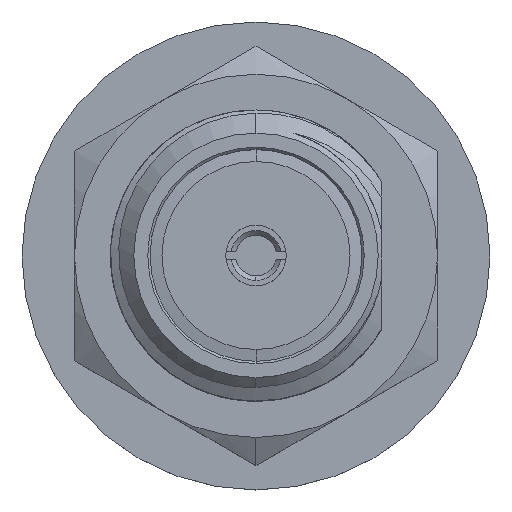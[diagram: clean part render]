
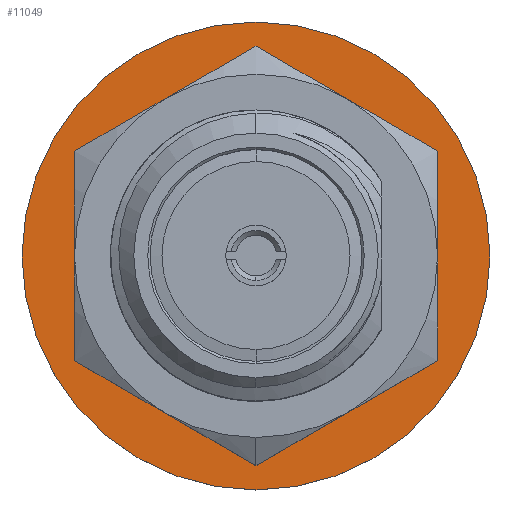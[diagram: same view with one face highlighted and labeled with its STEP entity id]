
A CAD part, top view. The second image highlights one B-rep face of the part: STEP entity #11049.
In plain terms, the highlighted planar face has unit normal (0, 0, 1).
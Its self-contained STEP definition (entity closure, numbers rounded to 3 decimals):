
#431 = DIRECTION ( 'NONE',  ( 1., 0., 0. ) ) ;
#789 = CARTESIAN_POINT ( 'NONE',  ( 0., 3.962, -7.823 ) ) ;
#971 = CARTESIAN_POINT ( 'NONE',  ( 0., 0., -7.823 ) ) ;
#1119 = VERTEX_POINT ( 'NONE', #8916 ) ;
#1544 = EDGE_CURVE ( 'NONE', #20864, #15072, #5793, .T. ) ;
#1740 = CARTESIAN_POINT ( 'NONE',  ( -1.981, -3.432, -7.823 ) ) ;
#2015 = EDGE_CURVE ( 'NONE', #9116, #1119, #13683, .T. ) ;
#2895 = DIRECTION ( 'NONE',  ( 0., 1., 0. ) ) ;
#3072 = AXIS2_PLACEMENT_3D ( 'NONE', #22924, #13539, #21076 ) ;
#3273 = CIRCLE ( 'NONE', #17465, 3.962 ) ;
#3321 = DIRECTION ( 'NONE',  ( 0., 1., 0. ) ) ;
#3418 = AXIS2_PLACEMENT_3D ( 'NONE', #971, #16151, #21340 ) ;
#3759 = DIRECTION ( 'NONE',  ( 0., 0., -1. ) ) ;
#3798 = CIRCLE ( 'NONE', #21940, 3.962 ) ;
#3967 = EDGE_LOOP ( 'NONE', ( #17667, #20625, #22570, #15453, #18356, #24042, #20126 ) ) ;
#3998 = CARTESIAN_POINT ( 'NONE',  ( 0., 0., -7.823 ) ) ;
#5051 = VERTEX_POINT ( 'NONE', #8261 ) ;
#5258 = CIRCLE ( 'NONE', #5647, 3.962 ) ;
#5531 = VERTEX_POINT ( 'NONE', #1740 ) ;
#5647 = AXIS2_PLACEMENT_3D ( 'NONE', #15127, #7723, #13763 ) ;
#5659 = VERTEX_POINT ( 'NONE', #18527 ) ;
#5793 = CIRCLE ( 'NONE', #18019, 3.962 ) ;
#6046 = CARTESIAN_POINT ( 'NONE',  ( 0., 0., -7.823 ) ) ;
#6754 = CARTESIAN_POINT ( 'NONE',  ( 5.105, 0., -7.823 ) ) ;
#7280 = CARTESIAN_POINT ( 'NONE',  ( 0., 0., -7.823 ) ) ;
#7291 = EDGE_CURVE ( 'NONE', #19705, #5659, #18855, .T. ) ;
#7400 = VERTEX_POINT ( 'NONE', #6754 ) ;
#7672 = DIRECTION ( 'NONE',  ( 0., 1., 0. ) ) ;
#7723 = DIRECTION ( 'NONE',  ( 0., 0., 1. ) ) ;
#7855 = CARTESIAN_POINT ( 'NONE',  ( 0., 0., -7.823 ) ) ;
#8261 = CARTESIAN_POINT ( 'NONE',  ( -5.105, 0., -7.823 ) ) ;
#8676 = CARTESIAN_POINT ( 'NONE',  ( 3.962, 0., -7.823 ) ) ;
#8710 = DIRECTION ( 'NONE',  ( 0., 0., -1. ) ) ;
#8775 = DIRECTION ( 'NONE',  ( 0., 0., -1. ) ) ;
#8916 = CARTESIAN_POINT ( 'NONE',  ( 1.981, 3.432, -7.823 ) ) ;
#9116 = VERTEX_POINT ( 'NONE', #789 ) ;
#9988 = DIRECTION ( 'NONE',  ( 0., 0., 1. ) ) ;
#10849 = DIRECTION ( 'NONE',  ( 0., 1., 0. ) ) ;
#11049 = ADVANCED_FACE ( 'NONE', ( #16031, #15905 ), #14052, .T. ) ;
#11374 = CARTESIAN_POINT ( 'NONE',  ( 0., 0., -7.823 ) ) ;
#11620 = EDGE_CURVE ( 'NONE', #15072, #5531, #15267, .T. ) ;
#12081 = DIRECTION ( 'NONE',  ( 1., 0., 0. ) ) ;
#12372 = CIRCLE ( 'NONE', #15526, 5.105 ) ;
#12754 = EDGE_LOOP ( 'NONE', ( #19623, #23719 ) ) ;
#12950 = CARTESIAN_POINT ( 'NONE',  ( 1.981, -3.432, -7.823 ) ) ;
#13523 = DIRECTION ( 'NONE',  ( 0., 0., -1. ) ) ;
#13539 = DIRECTION ( 'NONE',  ( 0., 0., 1. ) ) ;
#13632 = DIRECTION ( 'NONE',  ( 0., 0., 1. ) ) ;
#13683 = CIRCLE ( 'NONE', #22750, 3.962 ) ;
#13763 = DIRECTION ( 'NONE',  ( 0., 1., 0. ) ) ;
#14052 = PLANE ( 'NONE',  #3418 ) ;
#14559 = EDGE_CURVE ( 'NONE', #19705, #9116, #3798, .T. ) ;
#14691 = CARTESIAN_POINT ( 'NONE',  ( 0., 0., -7.823 ) ) ;
#15072 = VERTEX_POINT ( 'NONE', #12950 ) ;
#15122 = CARTESIAN_POINT ( 'NONE',  ( -1.981, 3.432, -7.823 ) ) ;
#15127 = CARTESIAN_POINT ( 'NONE',  ( 0., 0., -7.823 ) ) ;
#15267 = CIRCLE ( 'NONE', #22764, 3.962 ) ;
#15453 = ORIENTED_EDGE ( 'NONE', *, *, #2015, .T. ) ;
#15526 = AXIS2_PLACEMENT_3D ( 'NONE', #6046, #9988, #12081 ) ;
#15905 = FACE_BOUND ( 'NONE', #3967, .T. ) ;
#16031 = FACE_OUTER_BOUND ( 'NONE', #12754, .T. ) ;
#16151 = DIRECTION ( 'NONE',  ( 0., 0., 1. ) ) ;
#16256 = EDGE_CURVE ( 'NONE', #5659, #5531, #5258, .T. ) ;
#16307 = AXIS2_PLACEMENT_3D ( 'NONE', #3998, #13632, #431 ) ;
#17465 = AXIS2_PLACEMENT_3D ( 'NONE', #22169, #3759, #24259 ) ;
#17667 = ORIENTED_EDGE ( 'NONE', *, *, #16256, .F. ) ;
#18019 = AXIS2_PLACEMENT_3D ( 'NONE', #7280, #22210, #10849 ) ;
#18356 = ORIENTED_EDGE ( 'NONE', *, *, #19070, .T. ) ;
#18527 = CARTESIAN_POINT ( 'NONE',  ( -3.962, 0., -7.823 ) ) ;
#18855 = CIRCLE ( 'NONE', #3072, 3.962 ) ;
#19070 = EDGE_CURVE ( 'NONE', #1119, #20864, #3273, .T. ) ;
#19623 = ORIENTED_EDGE ( 'NONE', *, *, #21919, .T. ) ;
#19705 = VERTEX_POINT ( 'NONE', #15122 ) ;
#20126 = ORIENTED_EDGE ( 'NONE', *, *, #11620, .T. ) ;
#20625 = ORIENTED_EDGE ( 'NONE', *, *, #7291, .F. ) ;
#20864 = VERTEX_POINT ( 'NONE', #8676 ) ;
#21076 = DIRECTION ( 'NONE',  ( 0., 1., 0. ) ) ;
#21340 = DIRECTION ( 'NONE',  ( 1., 0., 0. ) ) ;
#21919 = EDGE_CURVE ( 'NONE', #7400, #5051, #23020, .T. ) ;
#21940 = AXIS2_PLACEMENT_3D ( 'NONE', #11374, #8710, #7672 ) ;
#22169 = CARTESIAN_POINT ( 'NONE',  ( 0., 0., -7.823 ) ) ;
#22210 = DIRECTION ( 'NONE',  ( 0., 0., -1. ) ) ;
#22330 = EDGE_CURVE ( 'NONE', #5051, #7400, #12372, .T. ) ;
#22570 = ORIENTED_EDGE ( 'NONE', *, *, #14559, .T. ) ;
#22750 = AXIS2_PLACEMENT_3D ( 'NONE', #7855, #13523, #2895 ) ;
#22764 = AXIS2_PLACEMENT_3D ( 'NONE', #14691, #8775, #3321 ) ;
#22924 = CARTESIAN_POINT ( 'NONE',  ( 0., 0., -7.823 ) ) ;
#23020 = CIRCLE ( 'NONE', #16307, 5.105 ) ;
#23719 = ORIENTED_EDGE ( 'NONE', *, *, #22330, .T. ) ;
#24042 = ORIENTED_EDGE ( 'NONE', *, *, #1544, .T. ) ;
#24259 = DIRECTION ( 'NONE',  ( 0., 1., 0. ) ) ;
